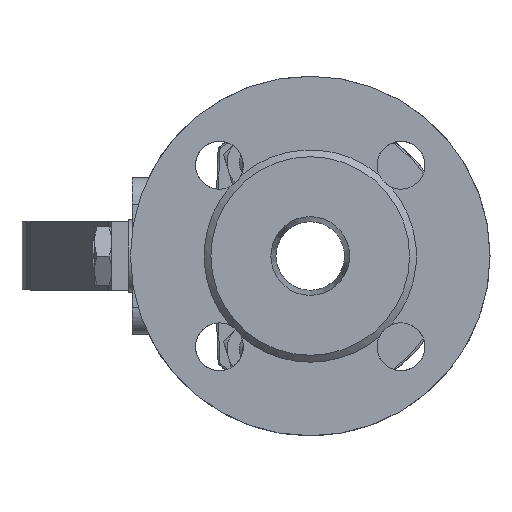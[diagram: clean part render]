
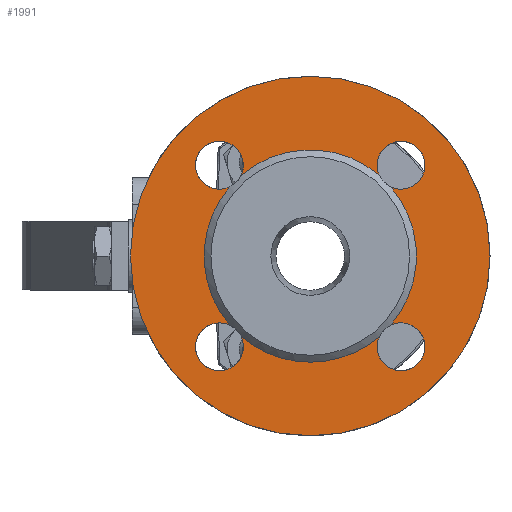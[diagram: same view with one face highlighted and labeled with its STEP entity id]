
A CAD part, left-side view. The second image highlights one B-rep face of the part: STEP entity #1991.
In plain terms, the highlighted planar face has unit normal (-1, 0, 0).
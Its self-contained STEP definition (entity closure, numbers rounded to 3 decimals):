
#1991 = ADVANCED_FACE( 'NONE', ( #4456, #4457 ), #4458, .F. );
#4456 = FACE_OUTER_BOUND( '', #18141, .T. );
#4457 = FACE_BOUND( '', #18142, .T. );
#4458 = PLANE( '', #18143 );
#18141 = EDGE_LOOP( '', ( #31138 ) );
#18142 = EDGE_LOOP( '', ( #31139, #31140, #31141, #31142, #31143, #31144, #31145, #31146 ) );
#18143 = AXIS2_PLACEMENT_3D( '', #31147, #31148, #31149 );
#31138 = ORIENTED_EDGE( '', *, *, #36803, .F. );
#31139 = ORIENTED_EDGE( '', *, *, #34905, .T. );
#31140 = ORIENTED_EDGE( '', *, *, #36804, .T. );
#31141 = ORIENTED_EDGE( '', *, *, #34903, .T. );
#31142 = ORIENTED_EDGE( '', *, *, #34440, .T. );
#31143 = ORIENTED_EDGE( '', *, *, #34909, .T. );
#31144 = ORIENTED_EDGE( '', *, *, #35667, .T. );
#31145 = ORIENTED_EDGE( '', *, *, #34907, .T. );
#31146 = ORIENTED_EDGE( '', *, *, #36648, .T. );
#31147 = CARTESIAN_POINT( '', ( -70., 31., 0. ) );
#31148 = DIRECTION( '', ( 1., 0., 0. ) );
#31149 = DIRECTION( '', ( 0., 0., 1. ) );
#34440 = EDGE_CURVE( 'NONE', #37712, #37711, #37714, .T. );
#34903 = EDGE_CURVE( 'NONE', #38532, #37712, #38533, .T. );
#34905 = EDGE_CURVE( 'NONE', #38536, #38534, #38537, .T. );
#34907 = EDGE_CURVE( 'NONE', #38540, #38538, #38541, .T. );
#34909 = EDGE_CURVE( 'NONE', #37711, #38542, #38544, .T. );
#35667 = EDGE_CURVE( 'NONE', #38542, #38540, #39803, .T. );
#36648 = EDGE_CURVE( 'NONE', #38538, #38536, #41221, .T. );
#36803 = EDGE_CURVE( 'NONE', #41410, #41410, #41411, .T. );
#36804 = EDGE_CURVE( 'NONE', #38534, #38532, #41412, .T. );
#37711 = VERTEX_POINT( 'NONE', #42630 );
#37712 = VERTEX_POINT( 'NONE', #42631 );
#37714 = CIRCLE( '', #42645, 7. );
#38532 = VERTEX_POINT( 'NONE', #45358 );
#38533 = CIRCLE( '', #45359, 31. );
#38534 = VERTEX_POINT( 'NONE', #45360 );
#38536 = VERTEX_POINT( 'NONE', #45374 );
#38537 = CIRCLE( '', #45375, 31. );
#38538 = VERTEX_POINT( 'NONE', #45376 );
#38540 = VERTEX_POINT( 'NONE', #45390 );
#38541 = CIRCLE( '', #45391, 31. );
#38542 = VERTEX_POINT( 'NONE', #45392 );
#38544 = CIRCLE( '', #45406, 31. );
#39803 = CIRCLE( '', #51760, 7. );
#41221 = CIRCLE( '', #56937, 7. );
#41410 = VERTEX_POINT( '', #57805 );
#41411 = CIRCLE( '', #57806, 52.5 );
#41412 = CIRCLE( '', #57807, 7. );
#42630 = CARTESIAN_POINT( '', ( -70., 23.518, -20.196 ) );
#42631 = CARTESIAN_POINT( '', ( -70., 20.196, -23.518 ) );
#42645 = AXIS2_PLACEMENT_3D( '', #60924, #60925, #60926 );
#45358 = CARTESIAN_POINT( '', ( -70., -20.196, -23.518 ) );
#45359 = AXIS2_PLACEMENT_3D( '', #61403, #61404, #61405 );
#45360 = CARTESIAN_POINT( '', ( -70., -23.518, -20.196 ) );
#45374 = CARTESIAN_POINT( '', ( -70., -23.518, 20.196 ) );
#45375 = AXIS2_PLACEMENT_3D( '', #61406, #61407, #61408 );
#45376 = CARTESIAN_POINT( '', ( -70., -20.196, 23.518 ) );
#45390 = CARTESIAN_POINT( '', ( -70., 20.196, 23.518 ) );
#45391 = AXIS2_PLACEMENT_3D( '', #61409, #61410, #61411 );
#45392 = CARTESIAN_POINT( '', ( -70., 23.518, 20.196 ) );
#45406 = AXIS2_PLACEMENT_3D( '', #61412, #61413, #61414 );
#51760 = AXIS2_PLACEMENT_3D( '', #62048, #62049, #62050 );
#56937 = AXIS2_PLACEMENT_3D( '', #62809, #62810, #62811 );
#57805 = CARTESIAN_POINT( '', ( -70., 0., -52.5 ) );
#57806 = AXIS2_PLACEMENT_3D( '', #62916, #62917, #62918 );
#57807 = AXIS2_PLACEMENT_3D( '', #62919, #62920, #62921 );
#60924 = CARTESIAN_POINT( '', ( -70., 26.52, -26.52 ) );
#60925 = DIRECTION( '', ( 1., 0., 0. ) );
#60926 = DIRECTION( '', ( 0., 0., -1. ) );
#61403 = CARTESIAN_POINT( '', ( -70., 0., 0. ) );
#61404 = DIRECTION( '', ( 1., 0., 0. ) );
#61405 = DIRECTION( '', ( 0., 0., -1. ) );
#61406 = CARTESIAN_POINT( '', ( -70., 0., 0. ) );
#61407 = DIRECTION( '', ( 1., 0., 0. ) );
#61408 = DIRECTION( '', ( 0., 0., -1. ) );
#61409 = CARTESIAN_POINT( '', ( -70., 0., 0. ) );
#61410 = DIRECTION( '', ( 1., 0., 0. ) );
#61411 = DIRECTION( '', ( 0., 0., -1. ) );
#61412 = CARTESIAN_POINT( '', ( -70., 0., 0. ) );
#61413 = DIRECTION( '', ( 1., 0., 0. ) );
#61414 = DIRECTION( '', ( 0., 0., -1. ) );
#62048 = CARTESIAN_POINT( '', ( -70., 26.52, 26.52 ) );
#62049 = DIRECTION( '', ( 1., 0., 0. ) );
#62050 = DIRECTION( '', ( 0., 0., -1. ) );
#62809 = CARTESIAN_POINT( '', ( -70., -26.52, 26.52 ) );
#62810 = DIRECTION( '', ( 1., 0., 0. ) );
#62811 = DIRECTION( '', ( 0., 0., -1. ) );
#62916 = CARTESIAN_POINT( '', ( -70., 0., 0. ) );
#62917 = DIRECTION( '', ( 1., 0., 0. ) );
#62918 = DIRECTION( '', ( 0., 0., -1. ) );
#62919 = CARTESIAN_POINT( '', ( -70., -26.52, -26.52 ) );
#62920 = DIRECTION( '', ( 1., 0., 0. ) );
#62921 = DIRECTION( '', ( 0., 0., -1. ) );
